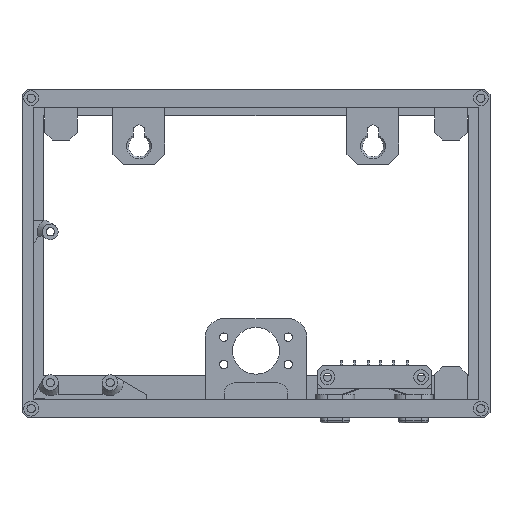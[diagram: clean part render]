
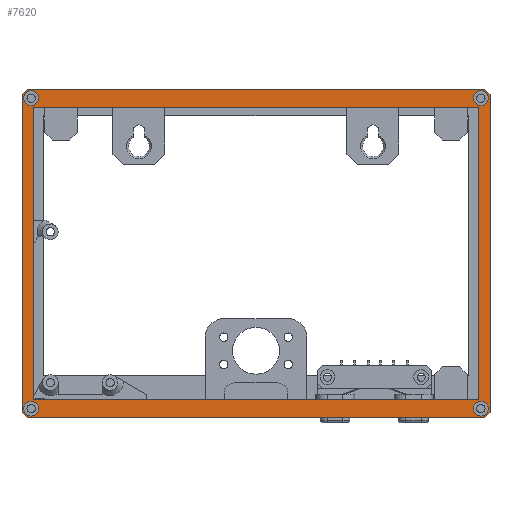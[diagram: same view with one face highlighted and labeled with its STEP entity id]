
A CAD part, front view. The second image highlights one B-rep face of the part: STEP entity #7620.
In plain terms, the highlighted planar face has unit normal (0, -1, 0).
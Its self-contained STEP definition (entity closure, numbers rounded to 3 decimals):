
#133=FACE_BOUND('',#1395,.T.);
#134=FACE_BOUND('',#1396,.T.);
#135=FACE_BOUND('',#1397,.T.);
#136=FACE_BOUND('',#1398,.T.);
#137=FACE_BOUND('',#1399,.T.);
#308=CIRCLE('',#8205,2.85);
#311=CIRCLE('',#8210,2.85);
#321=CIRCLE('',#8246,2.85);
#324=CIRCLE('',#8251,2.85);
#870=FACE_OUTER_BOUND('',#1394,.T.);
#1394=EDGE_LOOP('',(#6390,#6391,#6392,#6393,#6394,#6395,#6396,#6397));
#1395=EDGE_LOOP('',(#6398,#6399,#6400,#6401));
#1396=EDGE_LOOP('',(#6402));
#1397=EDGE_LOOP('',(#6403));
#1398=EDGE_LOOP('',(#6404));
#1399=EDGE_LOOP('',(#6405));
#2075=LINE('',#11997,#2870);
#2102=LINE('',#12100,#2897);
#2104=LINE('',#12104,#2899);
#2114=LINE('',#12142,#2909);
#2122=LINE('',#12177,#2917);
#2126=LINE('',#12183,#2921);
#2127=LINE('',#12186,#2922);
#2132=LINE('',#12197,#2927);
#2140=LINE('',#12229,#2935);
#2141=LINE('',#12232,#2936);
#2143=LINE('',#12235,#2938);
#2144=LINE('',#12237,#2939);
#2870=VECTOR('',#9761,10.);
#2897=VECTOR('',#9860,10.);
#2899=VECTOR('',#9864,10.);
#2909=VECTOR('',#9908,10.);
#2917=VECTOR('',#9954,10.);
#2921=VECTOR('',#9960,10.);
#2922=VECTOR('',#9963,10.);
#2927=VECTOR('',#9974,10.);
#2935=VECTOR('',#10016,10.);
#2936=VECTOR('',#10019,10.);
#2938=VECTOR('',#10023,10.);
#2939=VECTOR('',#10026,10.);
#3570=VERTEX_POINT('',#11994);
#3571=VERTEX_POINT('',#11996);
#3611=VERTEX_POINT('',#12099);
#3612=VERTEX_POINT('',#12103);
#3616=VERTEX_POINT('',#12117);
#3619=VERTEX_POINT('',#12126);
#3622=VERTEX_POINT('',#12139);
#3623=VERTEX_POINT('',#12141);
#3630=VERTEX_POINT('',#12175);
#3631=VERTEX_POINT('',#12176);
#3632=VERTEX_POINT('',#12181);
#3633=VERTEX_POINT('',#12185);
#3636=VERTEX_POINT('',#12196);
#3638=VERTEX_POINT('',#12207);
#3641=VERTEX_POINT('',#12216);
#3644=VERTEX_POINT('',#12231);
#4481=EDGE_CURVE('',#3570,#3571,#2075,.T.);
#4530=EDGE_CURVE('',#3570,#3611,#2102,.T.);
#4532=EDGE_CURVE('',#3612,#3571,#2104,.T.);
#4539=EDGE_CURVE('',#3616,#3616,#308,.T.);
#4543=EDGE_CURVE('',#3619,#3619,#311,.T.);
#4550=EDGE_CURVE('',#3622,#3623,#2114,.T.);
#4564=EDGE_CURVE('',#3630,#3631,#2122,.T.);
#4568=EDGE_CURVE('',#3630,#3632,#2126,.T.);
#4569=EDGE_CURVE('',#3633,#3632,#2127,.T.);
#4575=EDGE_CURVE('',#3636,#3623,#2132,.T.);
#4580=EDGE_CURVE('',#3638,#3638,#321,.T.);
#4584=EDGE_CURVE('',#3641,#3641,#324,.T.);
#4590=EDGE_CURVE('',#3631,#3611,#2140,.T.);
#4591=EDGE_CURVE('',#3644,#3636,#2141,.T.);
#4593=EDGE_CURVE('',#3644,#3622,#2143,.T.);
#4594=EDGE_CURVE('',#3633,#3612,#2144,.T.);
#6390=ORIENTED_EDGE('',*,*,#4594,.T.);
#6391=ORIENTED_EDGE('',*,*,#4532,.T.);
#6392=ORIENTED_EDGE('',*,*,#4481,.F.);
#6393=ORIENTED_EDGE('',*,*,#4530,.T.);
#6394=ORIENTED_EDGE('',*,*,#4590,.F.);
#6395=ORIENTED_EDGE('',*,*,#4564,.F.);
#6396=ORIENTED_EDGE('',*,*,#4568,.T.);
#6397=ORIENTED_EDGE('',*,*,#4569,.F.);
#6398=ORIENTED_EDGE('',*,*,#4593,.F.);
#6399=ORIENTED_EDGE('',*,*,#4591,.T.);
#6400=ORIENTED_EDGE('',*,*,#4575,.T.);
#6401=ORIENTED_EDGE('',*,*,#4550,.F.);
#6402=ORIENTED_EDGE('',*,*,#4543,.F.);
#6403=ORIENTED_EDGE('',*,*,#4539,.F.);
#6404=ORIENTED_EDGE('',*,*,#4580,.T.);
#6405=ORIENTED_EDGE('',*,*,#4584,.T.);
#7217=PLANE('',#8261);
#7620=ADVANCED_FACE('',(#870,#133,#134,#135,#136,#137),#7217,.T.);
#8205=AXIS2_PLACEMENT_3D('',#12118,#9879,#9880);
#8210=AXIS2_PLACEMENT_3D('',#12127,#9890,#9891);
#8246=AXIS2_PLACEMENT_3D('',#12208,#9988,#9989);
#8251=AXIS2_PLACEMENT_3D('',#12217,#9999,#10000);
#8261=AXIS2_PLACEMENT_3D('',#12238,#10027,#10028);
#9761=DIRECTION('',(0.,0.,1.));
#9860=DIRECTION('',(0.707,0.,-0.707));
#9864=DIRECTION('',(-0.707,0.,-0.707));
#9879=DIRECTION('center_axis',(0.,-1.,0.));
#9880=DIRECTION('ref_axis',(-1.,0.,0.));
#9890=DIRECTION('center_axis',(0.,-1.,0.));
#9891=DIRECTION('ref_axis',(-1.,0.,0.));
#9908=DIRECTION('',(0.,0.,-1.));
#9954=DIRECTION('',(-0.707,0.,-0.707));
#9960=DIRECTION('',(0.,0.,1.));
#9963=DIRECTION('',(0.707,0.,-0.707));
#9974=DIRECTION('',(-1.,0.,0.));
#9988=DIRECTION('center_axis',(0.,1.,0.));
#9989=DIRECTION('ref_axis',(1.,0.,0.));
#9999=DIRECTION('center_axis',(0.,1.,0.));
#10000=DIRECTION('ref_axis',(1.,0.,0.));
#10016=DIRECTION('',(-1.,0.,0.));
#10019=DIRECTION('',(0.,0.,-1.));
#10023=DIRECTION('',(-1.,0.,0.));
#10026=DIRECTION('',(-1.,0.,0.));
#10027=DIRECTION('center_axis',(0.,-1.,0.));
#10028=DIRECTION('ref_axis',(0.,0.,-1.));
#11994=CARTESIAN_POINT('',(-90.,-16.5,-64.2));
#11996=CARTESIAN_POINT('',(-90.,-16.5,58.2));
#11997=CARTESIAN_POINT('',(-90.,-16.5,-34.6));
#12099=CARTESIAN_POINT('',(-88.,-16.5,-66.2));
#12100=CARTESIAN_POINT('',(-93.55,-16.5,-60.65));
#12103=CARTESIAN_POINT('',(-88.,-16.5,60.2));
#12104=CARTESIAN_POINT('',(-93.55,-16.5,54.65));
#12117=CARTESIAN_POINT('',(-83.65,-16.5,56.7));
#12118=CARTESIAN_POINT('Origin',(-86.5,-16.5,56.7));
#12126=CARTESIAN_POINT('',(-83.65,-16.5,-62.7));
#12127=CARTESIAN_POINT('Origin',(-86.5,-16.5,-62.7));
#12139=CARTESIAN_POINT('',(-85.6,-16.5,53.2));
#12141=CARTESIAN_POINT('',(-85.6,-16.5,-59.2));
#12142=CARTESIAN_POINT('',(-85.6,-16.5,25.1));
#12175=CARTESIAN_POINT('',(90.,-16.5,-64.2));
#12176=CARTESIAN_POINT('',(88.,-16.5,-66.2));
#12177=CARTESIAN_POINT('',(93.55,-16.5,-60.65));
#12181=CARTESIAN_POINT('',(90.,-16.5,58.2));
#12183=CARTESIAN_POINT('',(90.,-16.5,-34.6));
#12185=CARTESIAN_POINT('',(88.,-16.5,60.2));
#12186=CARTESIAN_POINT('',(93.55,-16.5,54.65));
#12196=CARTESIAN_POINT('',(85.6,-16.5,-59.2));
#12197=CARTESIAN_POINT('',(65.3,-16.5,-59.2));
#12207=CARTESIAN_POINT('',(83.65,-16.5,56.7));
#12208=CARTESIAN_POINT('Origin',(86.5,-16.5,56.7));
#12216=CARTESIAN_POINT('',(83.65,-16.5,-62.7));
#12217=CARTESIAN_POINT('Origin',(86.5,-16.5,-62.7));
#12229=CARTESIAN_POINT('',(-22.5,-16.5,-66.2));
#12231=CARTESIAN_POINT('',(85.6,-16.5,53.2));
#12232=CARTESIAN_POINT('',(85.6,-16.5,25.1));
#12235=CARTESIAN_POINT('',(-22.5,-16.5,53.2));
#12237=CARTESIAN_POINT('',(67.5,-16.5,60.2));
#12238=CARTESIAN_POINT('Origin',(45.,-16.5,-3.));
